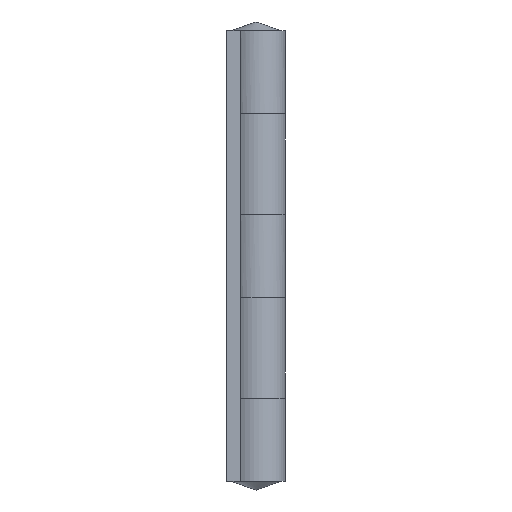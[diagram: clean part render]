
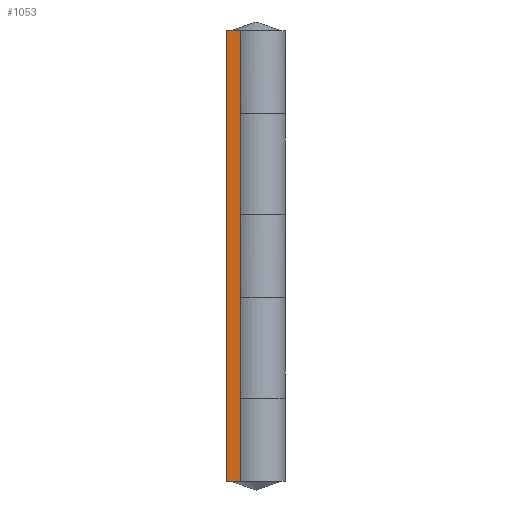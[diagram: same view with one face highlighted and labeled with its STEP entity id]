
A CAD part, left-side view. The second image highlights one B-rep face of the part: STEP entity #1053.
In plain terms, the highlighted free-form (B-spline) face has degree [1, 1] with [2, 2] control points.
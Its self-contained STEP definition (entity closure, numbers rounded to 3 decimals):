
#984=CARTESIAN_POINT('',(-25.0,2.25,0.0));
#985=VERTEX_POINT('',#984);
#991=CARTESIAN_POINT('',(-25.0,4.25,0.0));
#992=VERTEX_POINT('',#991);
#993=CARTESIAN_POINT('',(-25.0,2.25,0.0));
#994=CARTESIAN_POINT('',(-25.0,4.25,0.0));
#995=QUASI_UNIFORM_CURVE('',1,(#993,#994),.UNSPECIFIED.,.F.,.U.);
#996=EDGE_CURVE('',#985,#992,#995,.T.);
#1011=CARTESIAN_POINT('',(-25.0,2.25,65.));
#1012=VERTEX_POINT('',#1011);
#1019=CARTESIAN_POINT('',(-25.0,4.25,65.));
#1020=VERTEX_POINT('',#1019);
#1026=CARTESIAN_POINT('',(-25.0,2.25,65.));
#1027=CARTESIAN_POINT('',(-25.0,4.25,65.));
#1028=QUASI_UNIFORM_CURVE('',1,(#1026,#1027),.UNSPECIFIED.,.F.,.U.);
#1029=EDGE_CURVE('',#1012,#1020,#1028,.T.);
#1034=CARTESIAN_POINT('',(-25.0,2.15,-3.247));
#1035=CARTESIAN_POINT('',(-25.0,2.15,68.247));
#1036=CARTESIAN_POINT('',(-25.0,4.35,-3.247));
#1037=CARTESIAN_POINT('',(-25.0,4.35,68.247));
#1038=B_SPLINE_SURFACE_WITH_KNOTS('',1,1,((#1034,#1036),(#1035,#1037)),.UNSPECIFIED.,.F.,.F.,.U.,(2,2),(2,2),(0.0,71.494),(0.0,2.2),.UNSPECIFIED.);
#1039=ORIENTED_EDGE('',*,*,#996,.F.);
#1040=CARTESIAN_POINT('',(-25.0,2.25,65.));
#1041=CARTESIAN_POINT('',(-25.0,2.25,0.0));
#1042=QUASI_UNIFORM_CURVE('',1,(#1040,#1041),.UNSPECIFIED.,.F.,.U.);
#1043=EDGE_CURVE('',#1012,#985,#1042,.T.);
#1044=ORIENTED_EDGE('',*,*,#1043,.F.);
#1045=ORIENTED_EDGE('',*,*,#1029,.T.);
#1046=CARTESIAN_POINT('',(-25.0,4.25,65.));
#1047=CARTESIAN_POINT('',(-25.0,4.25,0.0));
#1048=QUASI_UNIFORM_CURVE('',1,(#1046,#1047),.UNSPECIFIED.,.F.,.U.);
#1049=EDGE_CURVE('',#1020,#992,#1048,.T.);
#1050=ORIENTED_EDGE('',*,*,#1049,.T.);
#1051=EDGE_LOOP('',(#1039,#1044,#1045,#1050));
#1052=FACE_OUTER_BOUND('',#1051,.T.);
#1053=ADVANCED_FACE('',(#1052),#1038,.T.);
